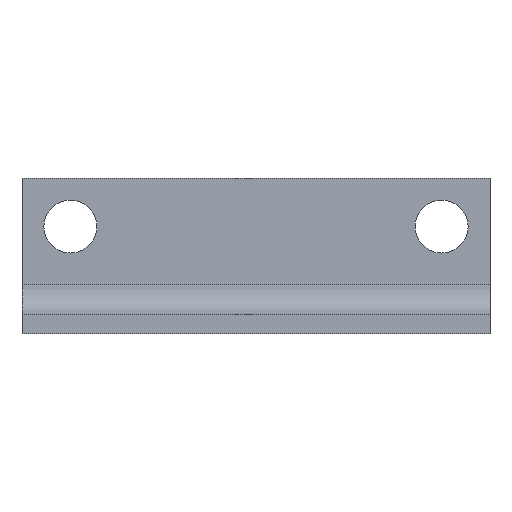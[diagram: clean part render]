
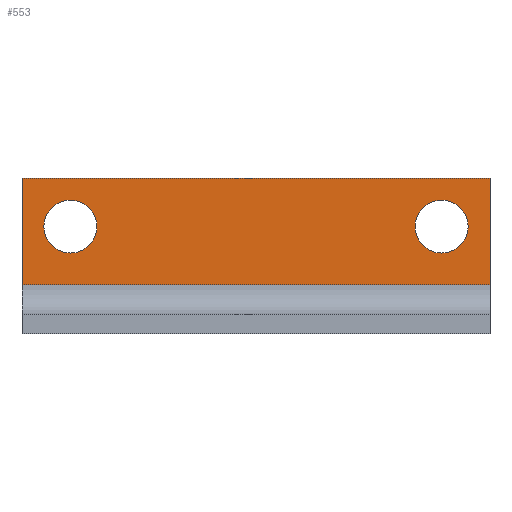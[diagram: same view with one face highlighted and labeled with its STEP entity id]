
A CAD part, front view. The second image highlights one B-rep face of the part: STEP entity #553.
In plain terms, the highlighted planar face has unit normal (0, -1, 0).
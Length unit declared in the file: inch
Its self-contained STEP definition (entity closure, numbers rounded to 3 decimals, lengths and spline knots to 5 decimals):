
#90=CARTESIAN_POINT('',(0.48,0.87258,0.68758));
#91=VERTEX_POINT('',#90);
#92=CARTESIAN_POINT('',(0.31,0.87258,0.68758));
#93=DIRECTION('',(0.0,1.0,0.0));
#94=DIRECTION('',(-1.0,0.0,0.0));
#95=AXIS2_PLACEMENT_3D('',#92,#93,#94);
#96=CIRCLE('',#95,0.17);
#97=EDGE_CURVE('',#91,#91,#96,.T.);
#118=CARTESIAN_POINT('',(2.86,0.87258,0.68758));
#119=VERTEX_POINT('',#118);
#120=CARTESIAN_POINT('',(2.69,0.87258,0.68758));
#121=DIRECTION('',(0.0,1.0,0.0));
#122=DIRECTION('',(-1.0,0.0,0.0));
#123=AXIS2_PLACEMENT_3D('',#120,#121,#122);
#124=CIRCLE('',#123,0.17);
#125=EDGE_CURVE('',#119,#119,#124,.T.);
#202=CARTESIAN_POINT('',(3.0,0.87258,0.315));
#203=VERTEX_POINT('',#202);
#252=CARTESIAN_POINT('',(0.0,0.87258,0.315));
#253=VERTEX_POINT('',#252);
#305=CARTESIAN_POINT('',(0.0,0.87258,0.315));
#306=DIRECTION('',(1.0,0.0,0.0));
#307=VECTOR('',#306,3.0);
#308=LINE('',#305,#307);
#309=EDGE_CURVE('',#253,#203,#308,.T.);
#478=CARTESIAN_POINT('',(3.0,0.87258,0.99758));
#479=VERTEX_POINT('',#478);
#486=CARTESIAN_POINT('',(3.0,0.87258,0.99758));
#487=DIRECTION('',(0.0,0.0,-1.0));
#488=VECTOR('',#487,0.68258);
#489=LINE('',#486,#488);
#490=EDGE_CURVE('',#479,#203,#489,.T.);
#500=CARTESIAN_POINT('',(0.0,0.87258,0.99758));
#501=VERTEX_POINT('',#500);
#502=CARTESIAN_POINT('',(0.0,0.87258,0.99758));
#503=DIRECTION('',(1.0,0.0,0.0));
#504=VECTOR('',#503,3.0);
#505=LINE('',#502,#504);
#506=EDGE_CURVE('',#501,#479,#505,.T.);
#525=CARTESIAN_POINT('',(0.0,0.87258,0.315));
#526=DIRECTION('',(0.0,0.0,1.0));
#527=VECTOR('',#526,0.68258);
#528=LINE('',#525,#527);
#529=EDGE_CURVE('',#253,#501,#528,.T.);
#536=CARTESIAN_POINT('',(1.5,0.87258,0.12258));
#537=DIRECTION('',(0.0,-1.0,0.0));
#538=DIRECTION('',(1.0,0.0,0.0));
#539=AXIS2_PLACEMENT_3D('',#536,#537,#538);
#540=PLANE('',#539);
#541=ORIENTED_EDGE('',*,*,#309,.T.);
#542=ORIENTED_EDGE('',*,*,#490,.F.);
#543=ORIENTED_EDGE('',*,*,#506,.F.);
#544=ORIENTED_EDGE('',*,*,#529,.F.);
#545=EDGE_LOOP('',(#541,#542,#543,#544));
#546=FACE_OUTER_BOUND('',#545,.T.);
#547=ORIENTED_EDGE('',*,*,#97,.T.);
#548=EDGE_LOOP('',(#547));
#549=FACE_BOUND('',#548,.T.);
#550=ORIENTED_EDGE('',*,*,#125,.T.);
#551=EDGE_LOOP('',(#550));
#552=FACE_BOUND('',#551,.T.);
#553=ADVANCED_FACE('',(#546,#549,#552),#540,.T.);
